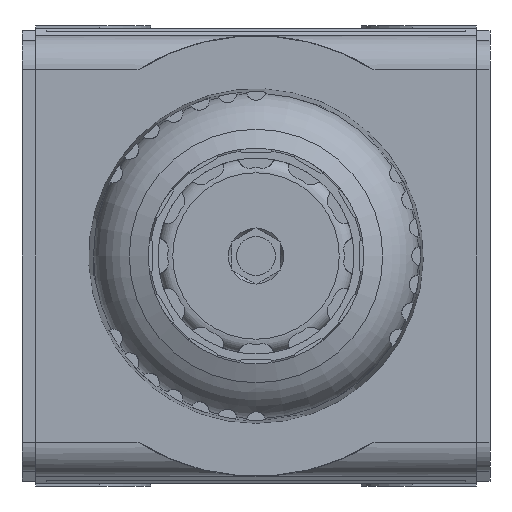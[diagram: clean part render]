
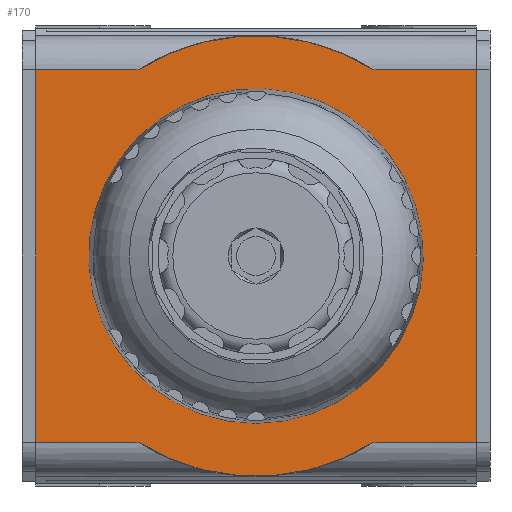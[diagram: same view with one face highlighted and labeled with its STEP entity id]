
A CAD part, front view. The second image highlights one B-rep face of the part: STEP entity #170.
In plain terms, the highlighted planar face has unit normal (0, -1, 0).
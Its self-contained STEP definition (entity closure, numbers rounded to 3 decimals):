
#170 = ADVANCED_FACE( '', ( #528 ), #529, .F. );
#528 = FACE_OUTER_BOUND( '', #1298, .T. );
#529 = PLANE( '', #1299 );
#1298 = EDGE_LOOP( '', ( #2072, #2073, #2074, #2075, #2076, #2077, #2078, #2079 ) );
#1299 = AXIS2_PLACEMENT_3D( '', #2080, #2081, #2082 );
#2072 = ORIENTED_EDGE( '', *, *, #4992, .T. );
#2073 = ORIENTED_EDGE( '', *, *, #4993, .T. );
#2074 = ORIENTED_EDGE( '', *, *, #4994, .T. );
#2075 = ORIENTED_EDGE( '', *, *, #4995, .T. );
#2076 = ORIENTED_EDGE( '', *, *, #4989, .F. );
#2077 = ORIENTED_EDGE( '', *, *, #4996, .T. );
#2078 = ORIENTED_EDGE( '', *, *, #4997, .F. );
#2079 = ORIENTED_EDGE( '', *, *, #4998, .F. );
#2080 = CARTESIAN_POINT( '', ( 22.5, 0., 19. ) );
#2081 = DIRECTION( '', ( 0., 1., 0. ) );
#2082 = DIRECTION( '', ( 0., 0., 1. ) );
#4989 = EDGE_CURVE( '', #5917, #5920, #5921, .T. );
#4992 = EDGE_CURVE( '', #5925, #5926, #5927, .T. );
#4993 = EDGE_CURVE( '', #5926, #5928, #5929, .T. );
#4994 = EDGE_CURVE( '', #5928, #5930, #5931, .T. );
#4995 = EDGE_CURVE( '', #5930, #5920, #5932, .T. );
#4996 = EDGE_CURVE( '', #5917, #5933, #5934, .T. );
#4997 = EDGE_CURVE( '', #5935, #5933, #5936, .T. );
#4998 = EDGE_CURVE( '', #5925, #5935, #5937, .T. );
#5917 = VERTEX_POINT( '', #7479 );
#5920 = VERTEX_POINT( '', #7499 );
#5921 = LINE( '', #7500, #7501 );
#5925 = VERTEX_POINT( '', #7506 );
#5926 = VERTEX_POINT( '', #7507 );
#5927 = LINE( '', #7508, #7509 );
#5928 = VERTEX_POINT( '', #7510 );
#5929 = CIRCLE( '', #7511, 22.5 );
#5930 = VERTEX_POINT( '', #7512 );
#5931 = LINE( '', #7513, #7514 );
#5932 = LINE( '', #7515, #7516 );
#5933 = VERTEX_POINT( '', #7517 );
#5934 = CIRCLE( '', #7518, 22.5 );
#5935 = VERTEX_POINT( '', #7519 );
#5936 = LINE( '', #7520, #7521 );
#5937 = LINE( '', #7522, #7523 );
#7479 = CARTESIAN_POINT( '', ( -12.052, 0., -19. ) );
#7499 = CARTESIAN_POINT( '', ( -22.5, 0., -19. ) );
#7500 = CARTESIAN_POINT( '', ( 22.5, 0., -19. ) );
#7501 = VECTOR( '', #11176, 1000. );
#7506 = CARTESIAN_POINT( '', ( 22.5, 0., 19. ) );
#7507 = CARTESIAN_POINT( '', ( 12.052, 0., 19. ) );
#7508 = CARTESIAN_POINT( '', ( 22.5, 0., 19. ) );
#7509 = VECTOR( '', #11181, 1000. );
#7510 = CARTESIAN_POINT( '', ( -12.052, 0., 19. ) );
#7511 = AXIS2_PLACEMENT_3D( '', #11182, #11183, #11184 );
#7512 = CARTESIAN_POINT( '', ( -22.5, 0., 19. ) );
#7513 = CARTESIAN_POINT( '', ( 22.5, 0., 19. ) );
#7514 = VECTOR( '', #11185, 1000. );
#7515 = CARTESIAN_POINT( '', ( -22.5, 0., 19. ) );
#7516 = VECTOR( '', #11186, 1000. );
#7517 = CARTESIAN_POINT( '', ( 12.052, 0., -19. ) );
#7518 = AXIS2_PLACEMENT_3D( '', #11187, #11188, #11189 );
#7519 = CARTESIAN_POINT( '', ( 22.5, 0., -19. ) );
#7520 = CARTESIAN_POINT( '', ( 22.5, 0., -19. ) );
#7521 = VECTOR( '', #11190, 1000. );
#7522 = CARTESIAN_POINT( '', ( 22.5, 0., 19. ) );
#7523 = VECTOR( '', #11191, 1000. );
#11176 = DIRECTION( '', ( -1., 0., 0. ) );
#11181 = DIRECTION( '', ( -1., 0., 0. ) );
#11182 = CARTESIAN_POINT( '', ( 0., 0., 0. ) );
#11183 = DIRECTION( '', ( 0., -1., 0. ) );
#11184 = DIRECTION( '', ( 0., 0., -1. ) );
#11185 = DIRECTION( '', ( -1., 0., 0. ) );
#11186 = DIRECTION( '', ( 0., 0., -1. ) );
#11187 = CARTESIAN_POINT( '', ( 0., 0., 0. ) );
#11188 = DIRECTION( '', ( 0., -1., 0. ) );
#11189 = DIRECTION( '', ( 0., 0., -1. ) );
#11190 = DIRECTION( '', ( -1., 0., 0. ) );
#11191 = DIRECTION( '', ( 0., 0., -1. ) );
